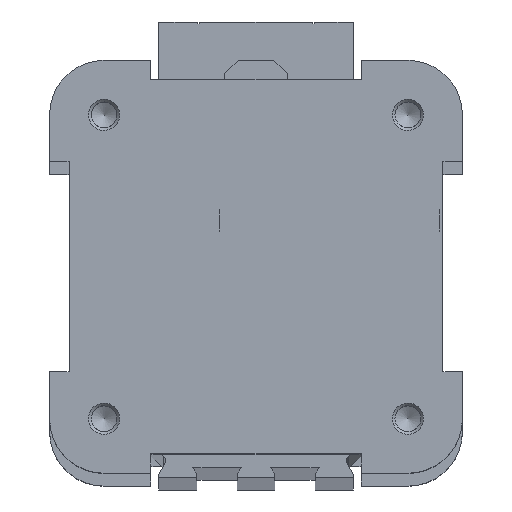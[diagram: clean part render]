
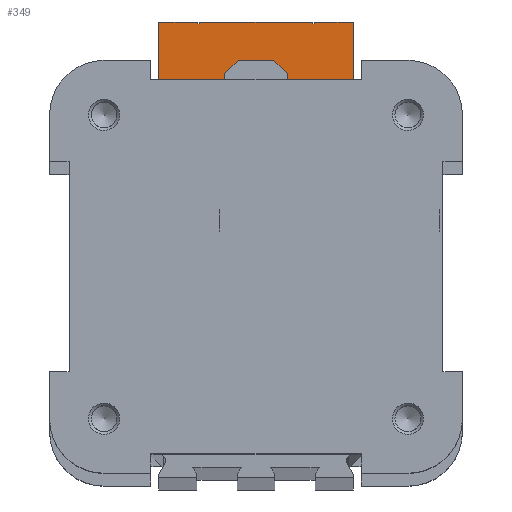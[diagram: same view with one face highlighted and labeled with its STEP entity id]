
A CAD part, top view. The second image highlights one B-rep face of the part: STEP entity #349.
In plain terms, the highlighted planar face has unit normal (0, 0, 1).
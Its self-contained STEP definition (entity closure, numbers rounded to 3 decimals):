
#349 = ADVANCED_FACE( '', ( #860 ), #861, .T. );
#860 = FACE_OUTER_BOUND( '', #1605, .T. );
#861 = PLANE( '', #1606 );
#1605 = EDGE_LOOP( '', ( #2384, #2385, #2386, #2387, #2388, #2389, #2390, #2391, #2392, #2393, #2394, #2395, #2396, #2397, #2398, #2399 ) );
#1606 = AXIS2_PLACEMENT_3D( '', #2400, #2401, #2402 );
#2384 = ORIENTED_EDGE( '', *, *, #4380, .T. );
#2385 = ORIENTED_EDGE( '', *, *, #4381, .T. );
#2386 = ORIENTED_EDGE( '', *, *, #4382, .T. );
#2387 = ORIENTED_EDGE( '', *, *, #4383, .T. );
#2388 = ORIENTED_EDGE( '', *, *, #4384, .T. );
#2389 = ORIENTED_EDGE( '', *, *, #4385, .T. );
#2390 = ORIENTED_EDGE( '', *, *, #4386, .T. );
#2391 = ORIENTED_EDGE( '', *, *, #4387, .T. );
#2392 = ORIENTED_EDGE( '', *, *, #4388, .T. );
#2393 = ORIENTED_EDGE( '', *, *, #4389, .T. );
#2394 = ORIENTED_EDGE( '', *, *, #4390, .T. );
#2395 = ORIENTED_EDGE( '', *, *, #4391, .T. );
#2396 = ORIENTED_EDGE( '', *, *, #4392, .T. );
#2397 = ORIENTED_EDGE( '', *, *, #4393, .T. );
#2398 = ORIENTED_EDGE( '', *, *, #4394, .T. );
#2399 = ORIENTED_EDGE( '', *, *, #4395, .T. );
#2400 = CARTESIAN_POINT( '', ( 0., 0., 878. ) );
#2401 = DIRECTION( '', ( 0., 0., 1. ) );
#2402 = DIRECTION( '', ( 1., 0., 0. ) );
#4380 = EDGE_CURVE( '', #5208, #5209, #5210, .T. );
#4381 = EDGE_CURVE( '', #5209, #5211, #5212, .T. );
#4382 = EDGE_CURVE( '', #5211, #5213, #5214, .T. );
#4383 = EDGE_CURVE( '', #5213, #5215, #5216, .T. );
#4384 = EDGE_CURVE( '', #5215, #5217, #5218, .T. );
#4385 = EDGE_CURVE( '', #5217, #5219, #5220, .T. );
#4386 = EDGE_CURVE( '', #5219, #5221, #5222, .T. );
#4387 = EDGE_CURVE( '', #5221, #5223, #5224, .T. );
#4388 = EDGE_CURVE( '', #5223, #5225, #5226, .T. );
#4389 = EDGE_CURVE( '', #5225, #5227, #5228, .T. );
#4390 = EDGE_CURVE( '', #5227, #5229, #5230, .T. );
#4391 = EDGE_CURVE( '', #5229, #5231, #5232, .T. );
#4392 = EDGE_CURVE( '', #5231, #5233, #5234, .T. );
#4393 = EDGE_CURVE( '', #5233, #5235, #5236, .T. );
#4394 = EDGE_CURVE( '', #5235, #5237, #5238, .T. );
#4395 = EDGE_CURVE( '', #5237, #5208, #5239, .T. );
#5208 = VERTEX_POINT( '', #6397 );
#5209 = VERTEX_POINT( '', #6398 );
#5210 = LINE( '', #6399, #6400 );
#5211 = VERTEX_POINT( '', #6401 );
#5212 = LINE( '', #6402, #6403 );
#5213 = VERTEX_POINT( '', #6404 );
#5214 = CIRCLE( '', #6405, 31.5 );
#5215 = VERTEX_POINT( '', #6406 );
#5216 = LINE( '', #6407, #6408 );
#5217 = VERTEX_POINT( '', #6409 );
#5218 = LINE( '', #6410, #6411 );
#5219 = VERTEX_POINT( '', #6412 );
#5220 = LINE( '', #6413, #6414 );
#5221 = VERTEX_POINT( '', #6415 );
#5222 = LINE( '', #6416, #6417 );
#5223 = VERTEX_POINT( '', #6418 );
#5224 = LINE( '', #6419, #6420 );
#5225 = VERTEX_POINT( '', #6421 );
#5226 = LINE( '', #6422, #6423 );
#5227 = VERTEX_POINT( '', #6424 );
#5228 = LINE( '', #6425, #6426 );
#5229 = VERTEX_POINT( '', #6427 );
#5230 = LINE( '', #6428, #6429 );
#5231 = VERTEX_POINT( '', #6430 );
#5232 = LINE( '', #6431, #6432 );
#5233 = VERTEX_POINT( '', #6433 );
#5234 = LINE( '', #6434, #6435 );
#5235 = VERTEX_POINT( '', #6436 );
#5236 = LINE( '', #6437, #6438 );
#5237 = VERTEX_POINT( '', #6439 );
#5238 = LINE( '', #6440, #6441 );
#5239 = LINE( '', #6442, #6443 );
#6397 = CARTESIAN_POINT( '', ( -25., 41., 878. ) );
#6398 = CARTESIAN_POINT( '', ( -4., 41., 878. ) );
#6399 = CARTESIAN_POINT( '', ( -25., 41., 878. ) );
#6400 = VECTOR( '', #7967, 1000. );
#6401 = CARTESIAN_POINT( '', ( -4., 31.245, 878. ) );
#6402 = CARTESIAN_POINT( '', ( -4., 42., 878. ) );
#6403 = VECTOR( '', #7968, 1000. );
#6404 = CARTESIAN_POINT( '', ( 4., 31.245, 878. ) );
#6405 = AXIS2_PLACEMENT_3D( '', #7969, #7970, #7971 );
#6406 = CARTESIAN_POINT( '', ( 4., 41., 878. ) );
#6407 = CARTESIAN_POINT( '', ( 4., 31.245, 878. ) );
#6408 = VECTOR( '', #7972, 1000. );
#6409 = CARTESIAN_POINT( '', ( 25., 41., 878. ) );
#6410 = CARTESIAN_POINT( '', ( -25., 41., 878. ) );
#6411 = VECTOR( '', #7973, 1000. );
#6412 = CARTESIAN_POINT( '', ( 25., 63., 878. ) );
#6413 = CARTESIAN_POINT( '', ( 25., 41., 878. ) );
#6414 = VECTOR( '', #7974, 1000. );
#6415 = CARTESIAN_POINT( '', ( 15., 63., 878. ) );
#6416 = CARTESIAN_POINT( '', ( 25., 63., 878. ) );
#6417 = VECTOR( '', #7975, 1000. );
#6418 = CARTESIAN_POINT( '', ( 15., 62.5, 878. ) );
#6419 = CARTESIAN_POINT( '', ( 15., 63., 878. ) );
#6420 = VECTOR( '', #7976, 1000. );
#6421 = CARTESIAN_POINT( '', ( 14.5, 62.5, 878. ) );
#6422 = CARTESIAN_POINT( '', ( 15., 62.5, 878. ) );
#6423 = VECTOR( '', #7977, 1000. );
#6424 = CARTESIAN_POINT( '', ( 14.5, 63., 878. ) );
#6425 = CARTESIAN_POINT( '', ( 14.5, 62.5, 878. ) );
#6426 = VECTOR( '', #7978, 1000. );
#6427 = CARTESIAN_POINT( '', ( -14.5, 63., 878. ) );
#6428 = CARTESIAN_POINT( '', ( 14.5, 63., 878. ) );
#6429 = VECTOR( '', #7979, 1000. );
#6430 = CARTESIAN_POINT( '', ( -14.5, 62.5, 878. ) );
#6431 = CARTESIAN_POINT( '', ( -14.5, 63., 878. ) );
#6432 = VECTOR( '', #7980, 1000. );
#6433 = CARTESIAN_POINT( '', ( -15., 62.5, 878. ) );
#6434 = CARTESIAN_POINT( '', ( -14.5, 62.5, 878. ) );
#6435 = VECTOR( '', #7981, 1000. );
#6436 = CARTESIAN_POINT( '', ( -15., 63., 878. ) );
#6437 = CARTESIAN_POINT( '', ( -15., 62.5, 878. ) );
#6438 = VECTOR( '', #7982, 1000. );
#6439 = CARTESIAN_POINT( '', ( -25., 63., 878. ) );
#6440 = CARTESIAN_POINT( '', ( -15., 63., 878. ) );
#6441 = VECTOR( '', #7983, 1000. );
#6442 = CARTESIAN_POINT( '', ( -25., 63., 878. ) );
#6443 = VECTOR( '', #7984, 1000. );
#7967 = DIRECTION( '', ( 1., 0., 0. ) );
#7968 = DIRECTION( '', ( 0., -1., 0. ) );
#7969 = CARTESIAN_POINT( '', ( 0., 0., 878. ) );
#7970 = DIRECTION( '', ( 0., 0., 1. ) );
#7971 = DIRECTION( '', ( 1., 0., 0. ) );
#7972 = DIRECTION( '', ( 0., 1., 0. ) );
#7973 = DIRECTION( '', ( 1., 0., 0. ) );
#7974 = DIRECTION( '', ( 0., 1., 0. ) );
#7975 = DIRECTION( '', ( -1., 0., 0. ) );
#7976 = DIRECTION( '', ( 0., -1., 0. ) );
#7977 = DIRECTION( '', ( -1., 0., 0. ) );
#7978 = DIRECTION( '', ( 0., 1., 0. ) );
#7979 = DIRECTION( '', ( -1., 0., 0. ) );
#7980 = DIRECTION( '', ( 0., -1., 0. ) );
#7981 = DIRECTION( '', ( -1., 0., 0. ) );
#7982 = DIRECTION( '', ( 0., 1., 0. ) );
#7983 = DIRECTION( '', ( -1., 0., 0. ) );
#7984 = DIRECTION( '', ( 0., -1., 0. ) );
